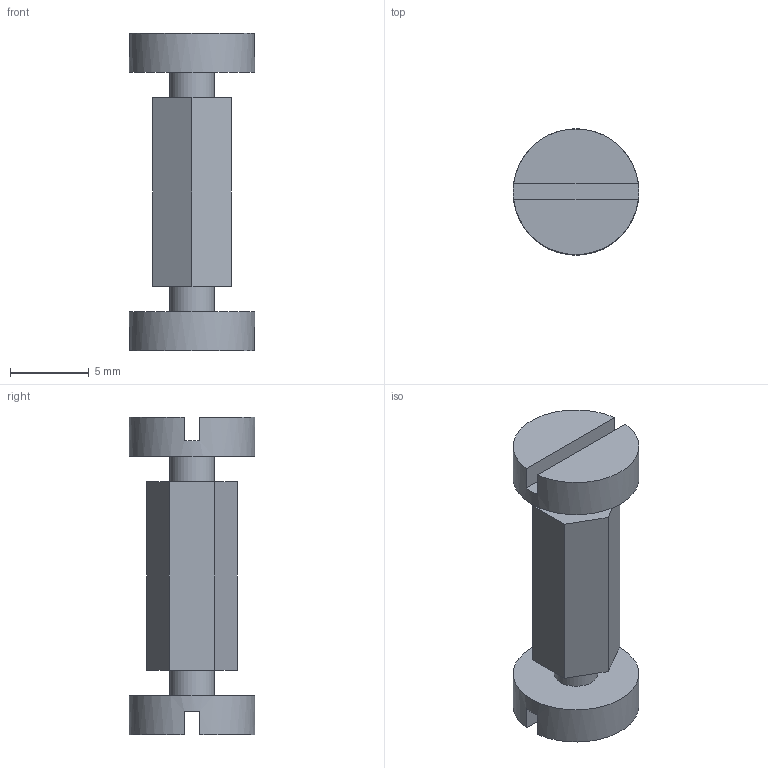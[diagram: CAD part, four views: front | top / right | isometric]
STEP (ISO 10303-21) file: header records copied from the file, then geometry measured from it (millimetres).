
FILE_DESCRIPTION(('FreeCAD Model'),'2;1');
FILE_NAME('spacerpost.step', '2021-11-21T09:39:55',('Author'),(''), 'Open CASCADE STEP processor 7.3','FreeCAD','Unknown');
FILE_SCHEMA(('AUTOMOTIVE_DESIGN { 1 0 10303 214 1 1 1 1 }'));
Length unit declared in the file: millimetre
Products named in the file (3): post; screwhead; screwhead_top
Bounding box: 8 x 8 x 20.2 mm (x, y, z)
Volume: 483.7 mm3; surface area: 834.6 mm2
Topology: 3 solids, 3 shells, 27 faces, 59 edges, 40 vertices
Faces by surface type: plane 22, cylinder 5
Full cylindrical faces by diameter (mm): 2.8 x2, 3 x1, 8 x2
Entity records: 1585 total; most frequent: CARTESIAN_POINT 310, DIRECTION 228, LINE 120, VECTOR 120, ORIENTED_EDGE 118, PCURVE 118, DEFINITIONAL_REPRESENTATION 118, EDGE_CURVE 59
